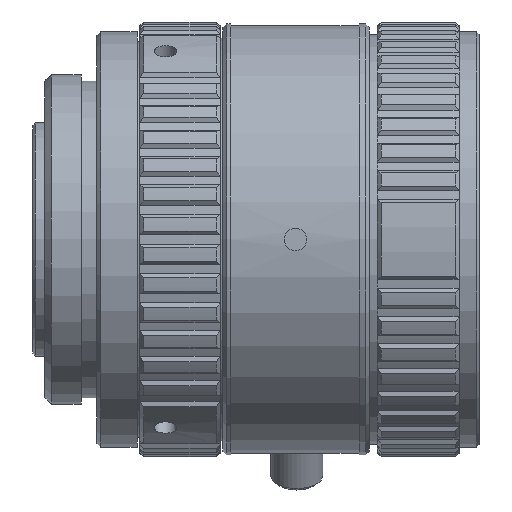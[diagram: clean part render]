
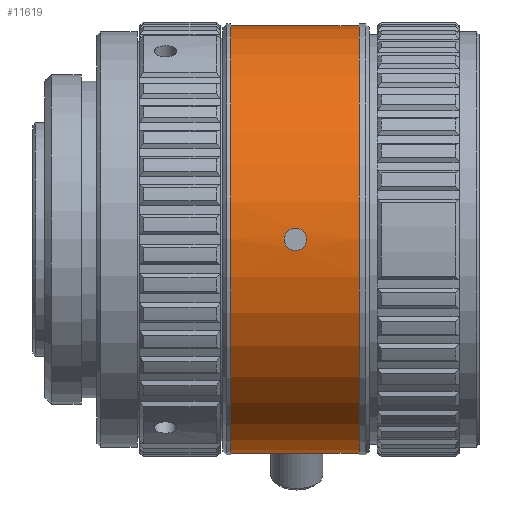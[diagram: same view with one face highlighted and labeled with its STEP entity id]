
A CAD part, left-side view. The second image highlights one B-rep face of the part: STEP entity #11619.
In plain terms, the highlighted cylindrical face has radius 16.45 mm (diameter 32.9 mm), a full revolution.
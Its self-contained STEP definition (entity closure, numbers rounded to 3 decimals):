
#917=CYLINDRICAL_SURFACE('',#12591,16.45);
#1426=CIRCLE('',#12590,16.45);
#1427=CIRCLE('',#12592,16.45);
#2688=ORIENTED_EDGE('',*,*,#4742,.T.);
#2689=ORIENTED_EDGE('',*,*,#4743,.T.);
#2690=ORIENTED_EDGE('',*,*,#4744,.T.);
#2691=ORIENTED_EDGE('',*,*,#4745,.T.);
#2692=ORIENTED_EDGE('',*,*,#4741,.T.);
#2693=ORIENTED_EDGE('',*,*,#4746,.F.);
#4741=EDGE_CURVE('',#5671,#5671,#1426,.T.);
#4742=EDGE_CURVE('',#5672,#5672,#6035,.T.);
#4743=EDGE_CURVE('',#5673,#5673,#6036,.T.);
#4744=EDGE_CURVE('',#5674,#5675,#6037,.T.);
#4745=EDGE_CURVE('',#5675,#5674,#6038,.T.);
#4746=EDGE_CURVE('',#5676,#5676,#1427,.T.);
#5671=VERTEX_POINT('',#18219);
#5672=VERTEX_POINT('',#18232);
#5673=VERTEX_POINT('',#18244);
#5674=VERTEX_POINT('',#18252);
#5675=VERTEX_POINT('',#18253);
#5676=VERTEX_POINT('',#18262);
#6035=B_SPLINE_CURVE_WITH_KNOTS('',3,(#18221,#18222,#18223,#18224,#18225,
#18226,#18227,#18228,#18229,#18230,#18231),.UNSPECIFIED.,.T.,.F.,(1,1,1,
1,1,1,1,1,1,1,1,1,1,1,1),(-0.002,-0.001,-0.001,
0.,0.001,0.001,0.002,
0.003,0.003,0.004,0.005,
0.005,0.006,0.007,0.007),
 .UNSPECIFIED.);
#6036=B_SPLINE_CURVE_WITH_KNOTS('',3,(#18233,#18234,#18235,#18236,#18237,
#18238,#18239,#18240,#18241,#18242,#18243),.UNSPECIFIED.,.T.,.F.,(1,1,1,
1,1,1,1,1,1,1,1,1,1,1,1),(-0.002,-0.001,-0.001,
0.,0.001,0.001,0.002,
0.003,0.003,0.004,0.005,
0.005,0.006,0.007,0.007),
 .UNSPECIFIED.);
#6037=B_SPLINE_CURVE_WITH_KNOTS('',3,(#18245,#18246,#18247,#18248,#18249,
#18250,#18251),.UNSPECIFIED.,.F.,.F.,(4,1,1,1,4),(0.003,0.003,
0.004,0.005,0.005),
 .UNSPECIFIED.);
#6038=B_SPLINE_CURVE_WITH_KNOTS('',3,(#18254,#18255,#18256,#18257,#18258,
#18259,#18260),.UNSPECIFIED.,.F.,.F.,(4,1,1,1,4),(0.003,0.003,
0.004,0.005,0.005),
 .UNSPECIFIED.);
#6342=EDGE_LOOP('',(#2688));
#6343=EDGE_LOOP('',(#2689));
#6344=EDGE_LOOP('',(#2690,#2691));
#6345=EDGE_LOOP('',(#2692));
#6346=EDGE_LOOP('',(#2693));
#6982=FACE_BOUND('',#6342,.T.);
#6983=FACE_BOUND('',#6343,.T.);
#6984=FACE_BOUND('',#6344,.T.);
#6985=FACE_BOUND('',#6345,.T.);
#6986=FACE_BOUND('',#6346,.T.);
#11619=ADVANCED_FACE('',(#6982,#6983,#6984,#6985,#6986),#917,.T.);
#12590=AXIS2_PLACEMENT_3D('',#18218,#14513,#14514);
#12591=AXIS2_PLACEMENT_3D('',#18220,#14515,#14516);
#12592=AXIS2_PLACEMENT_3D('',#18261,#14517,#14518);
#14513=DIRECTION('',(0.,-1.,0.));
#14514=DIRECTION('',(1.,0.,0.));
#14515=DIRECTION('',(0.,-1.,0.));
#14516=DIRECTION('',(1.,0.,0.));
#14517=DIRECTION('',(0.,-1.,0.));
#14518=DIRECTION('',(1.,0.,0.));
#18218=CARTESIAN_POINT('',(0.,-15.229,0.));
#18219=CARTESIAN_POINT('',(16.45,-15.229,0.));
#18220=CARTESIAN_POINT('',(0.,-27.249,0.));
#18221=CARTESIAN_POINT('',(8.807,-20.906,13.897));
#18222=CARTESIAN_POINT('',(8.228,-21.187,14.251));
#18223=CARTESIAN_POINT('',(7.633,-20.906,14.575));
#18224=CARTESIAN_POINT('',(7.381,-20.229,14.7));
#18225=CARTESIAN_POINT('',(7.632,-19.551,14.575));
#18226=CARTESIAN_POINT('',(8.228,-19.271,14.251));
#18227=CARTESIAN_POINT('',(8.805,-19.551,13.898));
#18228=CARTESIAN_POINT('',(9.04,-20.228,13.742));
#18229=CARTESIAN_POINT('',(8.807,-20.906,13.897));
#18230=CARTESIAN_POINT('',(8.228,-21.187,14.251));
#18231=CARTESIAN_POINT('',(7.633,-20.906,14.575));
#18232=CARTESIAN_POINT('',(8.225,-21.093,14.246));
#18233=CARTESIAN_POINT('',(-16.439,-20.906,0.678));
#18234=CARTESIAN_POINT('',(-16.456,-21.187,0.));
#18235=CARTESIAN_POINT('',(-16.439,-20.906,-0.678));
#18236=CARTESIAN_POINT('',(-16.422,-20.229,-0.958));
#18237=CARTESIAN_POINT('',(-16.439,-19.551,-0.678));
#18238=CARTESIAN_POINT('',(-16.456,-19.271,0.));
#18239=CARTESIAN_POINT('',(-16.439,-19.551,0.677));
#18240=CARTESIAN_POINT('',(-16.422,-20.228,0.958));
#18241=CARTESIAN_POINT('',(-16.439,-20.906,0.678));
#18242=CARTESIAN_POINT('',(-16.456,-21.187,0.));
#18243=CARTESIAN_POINT('',(-16.439,-20.906,-0.678));
#18244=CARTESIAN_POINT('',(-16.45,-21.093,0.));
#18245=CARTESIAN_POINT('',(8.949,-20.279,-13.803));
#18246=CARTESIAN_POINT('',(8.96,-20.048,-13.795));
#18247=CARTESIAN_POINT('',(8.818,-19.579,-13.89));
#18248=CARTESIAN_POINT('',(8.229,-19.279,-14.251));
#18249=CARTESIAN_POINT('',(7.622,-19.577,-14.581));
#18250=CARTESIAN_POINT('',(7.467,-20.048,-14.658));
#18251=CARTESIAN_POINT('',(7.479,-20.279,-14.651));
#18252=CARTESIAN_POINT('',(8.949,-20.279,-13.803));
#18253=CARTESIAN_POINT('',(7.479,-20.279,-14.651));
#18254=CARTESIAN_POINT('',(7.479,-20.279,-14.651));
#18255=CARTESIAN_POINT('',(7.467,-20.51,-14.658));
#18256=CARTESIAN_POINT('',(7.62,-20.979,-14.581));
#18257=CARTESIAN_POINT('',(8.227,-21.278,-14.252));
#18258=CARTESIAN_POINT('',(8.817,-20.981,-13.891));
#18259=CARTESIAN_POINT('',(8.96,-20.509,-13.795));
#18260=CARTESIAN_POINT('',(8.949,-20.279,-13.803));
#18261=CARTESIAN_POINT('',(0.,-25.129,0.));
#18262=CARTESIAN_POINT('',(16.45,-25.129,0.));
